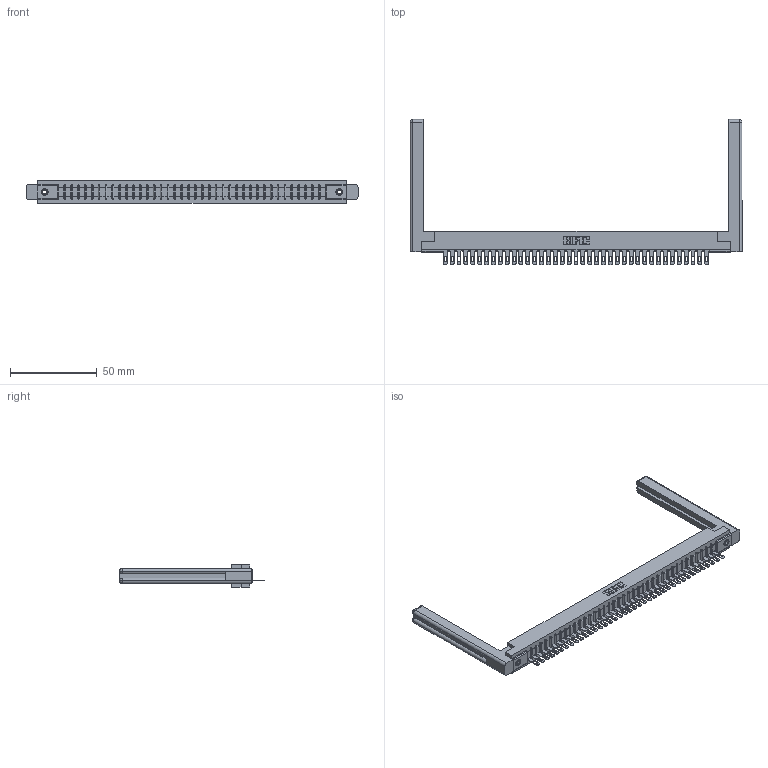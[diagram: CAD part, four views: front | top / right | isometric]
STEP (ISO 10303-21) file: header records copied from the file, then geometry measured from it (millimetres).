
FILE_DESCRIPTION (( 'STEP AP203' ), '1' );
FILE_NAME ('357-039-505-158.STEP', '2019-09-14T09:13:23', ( '' ), ( '' ), 'SwSTEP 2.0', 'SolidWorks 2016', '' );
FILE_SCHEMA (( 'CONFIG_CONTROL_DESIGN' ));
Length unit declared in the file: inch
Products named in the file (5): 357-039-505-158; 307-220-058; 345-250-001_345-250-001-102; 307-290-001_505; 307 Part_.156 Dia Mounting Holes
Assembly tree (44 placements, depth 2):
  357-039-505-158
    307 Part_.156 Dia Mounting Holes
    307-290-001_505  x39
    307-220-058  x2
    345-250-001_345-250-001-102  x2
Bounding box: 191.16 x 83.49 x 12.7 mm (x, y, z)
Volume: 27044.4 mm3; surface area: 26517.4 mm2
Topology: 44 solids, 44 shells, 2484 faces, 6995 edges, 4490 vertices
Faces by surface type: plane 1558, cylinder 822, sphere 80, torus 12, cone 12
Entity records: 36411 total; most frequent: CARTESIAN_POINT 6139, ORIENTED_EDGE 6064, DIRECTION 5934, EDGE_CURVE 3032, VECTOR 2320, LINE 2320, VERTEX_POINT 1958, AXIS2_PLACEMENT_3D 1807
